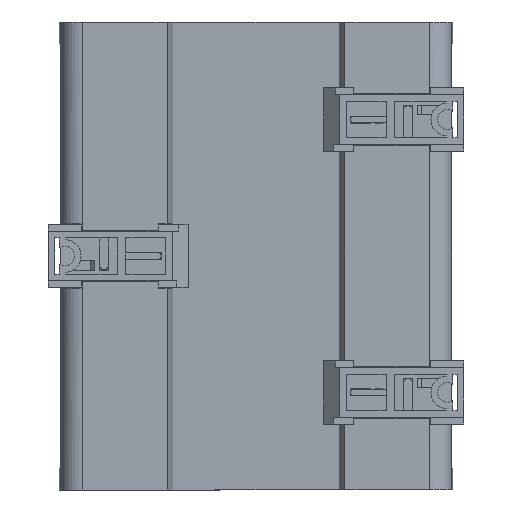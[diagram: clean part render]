
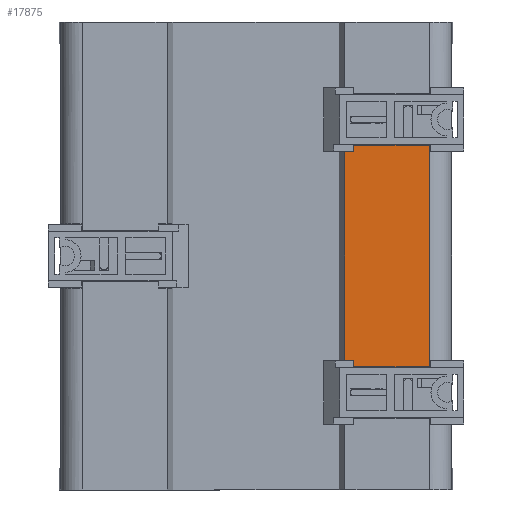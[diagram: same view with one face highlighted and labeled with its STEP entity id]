
A CAD part, front view. The second image highlights one B-rep face of the part: STEP entity #17875.
In plain terms, the highlighted face is planar.
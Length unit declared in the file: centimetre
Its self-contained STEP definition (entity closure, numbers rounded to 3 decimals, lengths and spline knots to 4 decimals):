
#85 = CARTESIAN_POINT ( 'NONE',  ( -2.234, 2.535, 0. ) ) ;
#493 = CARTESIAN_POINT ( 'NONE',  ( -5.4, 2.535, 0. ) ) ;
#577 = VERTEX_POINT ( 'NONE', #23249 ) ;
#1104 = CARTESIAN_POINT ( 'NONE',  ( -2.234, -2.535, 0. ) ) ;
#1895 = VECTOR ( 'NONE', #18396, 100. ) ;
#3314 = CARTESIAN_POINT ( 'NONE',  ( -5.4, -2.535, 0. ) ) ;
#3356 = VECTOR ( 'NONE', #9661, 100. ) ;
#3518 = DIRECTION ( 'NONE',  ( 0., 1., 0. ) ) ;
#3977 = VECTOR ( 'NONE', #14941, 100. ) ;
#4483 = VERTEX_POINT ( 'NONE', #23634 ) ;
#4987 = CARTESIAN_POINT ( 'NONE',  ( -3.9607, 0., 0. ) ) ;
#6605 = DIRECTION ( 'NONE',  ( 1., 0., 0. ) ) ;
#7106 = CARTESIAN_POINT ( 'NONE',  ( -2.034, 0., 0. ) ) ;
#7208 = VERTEX_POINT ( 'NONE', #85 ) ;
#7720 = FACE_OUTER_BOUND ( 'NONE', #13318, .T. ) ;
#7733 = ORIENTED_EDGE ( 'NONE', *, *, #24837, .T. ) ;
#8995 = ORIENTED_EDGE ( 'NONE', *, *, #16589, .F. ) ;
#9661 = DIRECTION ( 'NONE',  ( 1., 0., 0. ) ) ;
#10186 = CARTESIAN_POINT ( 'NONE',  ( -2.234, 2.535, 0. ) ) ;
#11148 = PLANE ( 'NONE',  #29009 ) ;
#11569 = LINE ( 'NONE', #1104, #3977 ) ;
#12087 = LINE ( 'NONE', #4987, #17416 ) ;
#12300 = VECTOR ( 'NONE', #3518, 100. ) ;
#12873 = ORIENTED_EDGE ( 'NONE', *, *, #17985, .T. ) ;
#13318 = EDGE_LOOP ( 'NONE', ( #8995, #19315, #23257, #7733, #12873, #28616, #21595, #26558 ) ) ;
#13453 = DIRECTION ( 'NONE',  ( 1., 0., 0. ) ) ;
#13487 = CARTESIAN_POINT ( 'NONE',  ( -2.034, -2.385, 0. ) ) ;
#13507 = VECTOR ( 'NONE', #6605, 100. ) ;
#13874 = VECTOR ( 'NONE', #20323, 100. ) ;
#14699 = LINE ( 'NONE', #3314, #27905 ) ;
#14842 = DIRECTION ( 'NONE',  ( 1., 0., 0. ) ) ;
#14941 = DIRECTION ( 'NONE',  ( 0., 1., 0. ) ) ;
#15854 = CARTESIAN_POINT ( 'NONE',  ( -2.234, 2.385, 0. ) ) ;
#16100 = EDGE_CURVE ( 'NONE', #4483, #23976, #19593, .T. ) ;
#16236 = VERTEX_POINT ( 'NONE', #27530 ) ;
#16440 = DIRECTION ( 'NONE',  ( 0., 0., 1. ) ) ;
#16589 = EDGE_CURVE ( 'NONE', #577, #17124, #19566, .T. ) ;
#17088 = CARTESIAN_POINT ( 'NONE',  ( -3.9607, -2.535, 0. ) ) ;
#17124 = VERTEX_POINT ( 'NONE', #13487 ) ;
#17257 = LINE ( 'NONE', #10186, #12300 ) ;
#17416 = VECTOR ( 'NONE', #20987, 100. ) ;
#17875 = ADVANCED_FACE ( 'NONE', ( #7720 ), #11148, .F. ) ;
#17898 = CARTESIAN_POINT ( 'NONE',  ( -2.234, -2.385, 0. ) ) ;
#17985 = EDGE_CURVE ( 'NONE', #23161, #7208, #22670, .T. ) ;
#18396 = DIRECTION ( 'NONE',  ( 0., -1., 0. ) ) ;
#19315 = ORIENTED_EDGE ( 'NONE', *, *, #27783, .F. ) ;
#19566 = LINE ( 'NONE', #17898, #13507 ) ;
#19593 = LINE ( 'NONE', #15854, #13874 ) ;
#20323 = DIRECTION ( 'NONE',  ( -1., 0., 0. ) ) ;
#20987 = DIRECTION ( 'NONE',  ( 0., 1., 0. ) ) ;
#21595 = ORIENTED_EDGE ( 'NONE', *, *, #16100, .F. ) ;
#21629 = CARTESIAN_POINT ( 'NONE',  ( -3.9607, 2.535, 0. ) ) ;
#21914 = EDGE_CURVE ( 'NONE', #4483, #17124, #21974, .T. ) ;
#21974 = LINE ( 'NONE', #7106, #1895 ) ;
#22670 = LINE ( 'NONE', #493, #3356 ) ;
#23161 = VERTEX_POINT ( 'NONE', #21629 ) ;
#23232 = EDGE_CURVE ( 'NONE', #25045, #16236, #14699, .T. ) ;
#23249 = CARTESIAN_POINT ( 'NONE',  ( -2.234, -2.385, 0. ) ) ;
#23257 = ORIENTED_EDGE ( 'NONE', *, *, #23232, .F. ) ;
#23634 = CARTESIAN_POINT ( 'NONE',  ( -2.034, 2.385, 0. ) ) ;
#23976 = VERTEX_POINT ( 'NONE', #25128 ) ;
#24837 = EDGE_CURVE ( 'NONE', #25045, #23161, #12087, .T. ) ;
#25045 = VERTEX_POINT ( 'NONE', #17088 ) ;
#25128 = CARTESIAN_POINT ( 'NONE',  ( -2.234, 2.385, 0. ) ) ;
#26558 = ORIENTED_EDGE ( 'NONE', *, *, #21914, .T. ) ;
#27120 = CARTESIAN_POINT ( 'NONE',  ( 0., 0., 0. ) ) ;
#27313 = EDGE_CURVE ( 'NONE', #23976, #7208, #17257, .T. ) ;
#27530 = CARTESIAN_POINT ( 'NONE',  ( -2.234, -2.535, 0. ) ) ;
#27783 = EDGE_CURVE ( 'NONE', #16236, #577, #11569, .T. ) ;
#27905 = VECTOR ( 'NONE', #14842, 100. ) ;
#28616 = ORIENTED_EDGE ( 'NONE', *, *, #27313, .F. ) ;
#29009 = AXIS2_PLACEMENT_3D ( 'NONE', #27120, #16440, #13453 ) ;
